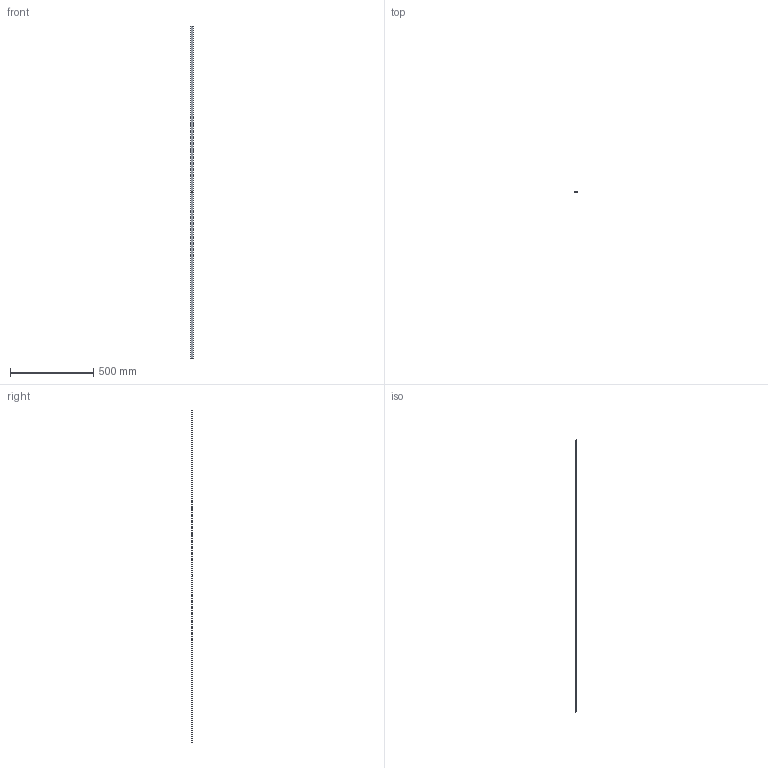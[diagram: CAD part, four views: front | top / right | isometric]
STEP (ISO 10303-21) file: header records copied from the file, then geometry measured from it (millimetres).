
FILE_DESCRIPTION (( 'STEP AP203' ), '1' );
FILE_NAME ('6308.step', '2022-04-29T09:01:58', ( '' ), ( '' ), 'SwSTEP 2.0', 'SolidWorks 2018', '' );
FILE_SCHEMA (( 'CONFIG_CONTROL_DESIGN' ));
Length unit declared in the file: millimetre
Products named in the file (1): 6308
Bounding box: 14 x 3.99 x 2000 mm (x, y, z)
Volume: 93479 mm3; surface area: 70119.2 mm2
Topology: 1 solids, 1 shells, 227 faces, 615 edges, 410 vertices
Faces by surface type: bspline 117, plane 108, cylinder 2
Entity records: 12640 total; most frequent: CARTESIAN_POINT 7642, ORIENTED_EDGE 1230, EDGE_CURVE 615, DIRECTION 607, VERTEX_POINT 410, LINE 377, VECTOR 377, EDGE_LOOP 247
